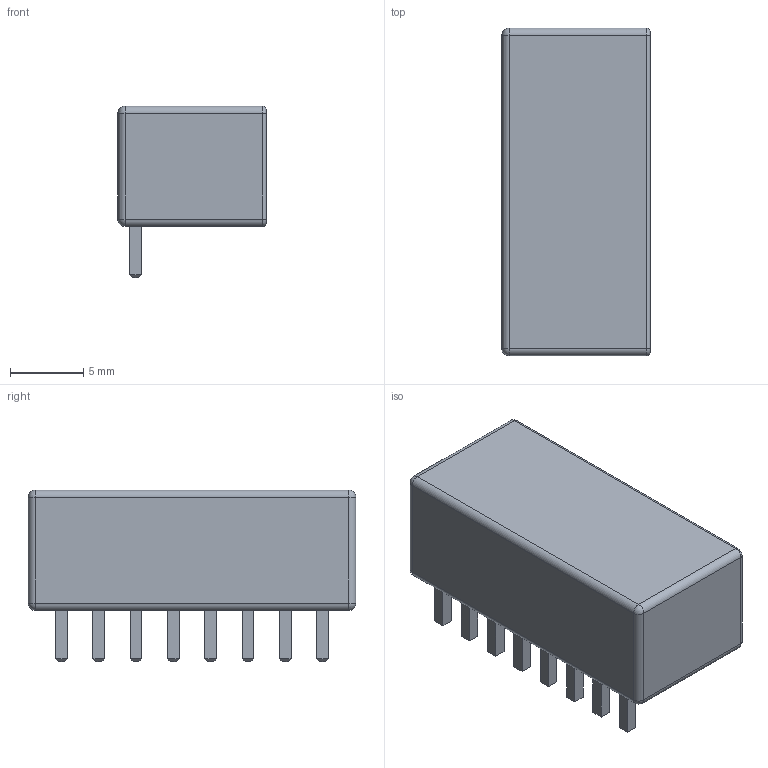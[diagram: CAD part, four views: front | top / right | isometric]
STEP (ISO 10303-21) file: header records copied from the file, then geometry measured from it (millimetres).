
FILE_DESCRIPTION(/* description */ (''),/* implementation_level */ '2;1');
FILE_NAME(/* name */ 'XY2500RT-2.54-XINYA-8 Pin v3.step',/* time_stamp */ '2025-06-08T23:30:53+05:30',/* author */ (''),/* organization */ (''),/* preprocessor_version */ 'ST-DEVELOPER v20.1',/* originating_system */ 'Autodesk Translation Framework v14.10.0.0',/* authorisation */ '');
FILE_SCHEMA (('AUTOMOTIVE_DESIGN { 1 0 10303 214 3 1 1 }'));
Length unit declared in the file: millimetre
Products named in the file (1): XY2500RT-2.54-XINYA-X Pin
Bounding box: 10.1 x 22.32 x 11.7 mm (x, y, z)
Volume: 884.8 mm3; surface area: 2141.9 mm2
Topology: 9 solids, 9 shells, 263 faces, 672 edges, 420 vertices
Faces by surface type: plane 227, cylinder 28, sphere 4, bspline 4
Entity records: 7821 total; most frequent: CARTESIAN_POINT 1388, ORIENTED_EDGE 1344, DIRECTION 1252, EDGE_CURVE 672, LINE 612, VECTOR 612, VERTEX_POINT 420, AXIS2_PLACEMENT_3D 320
